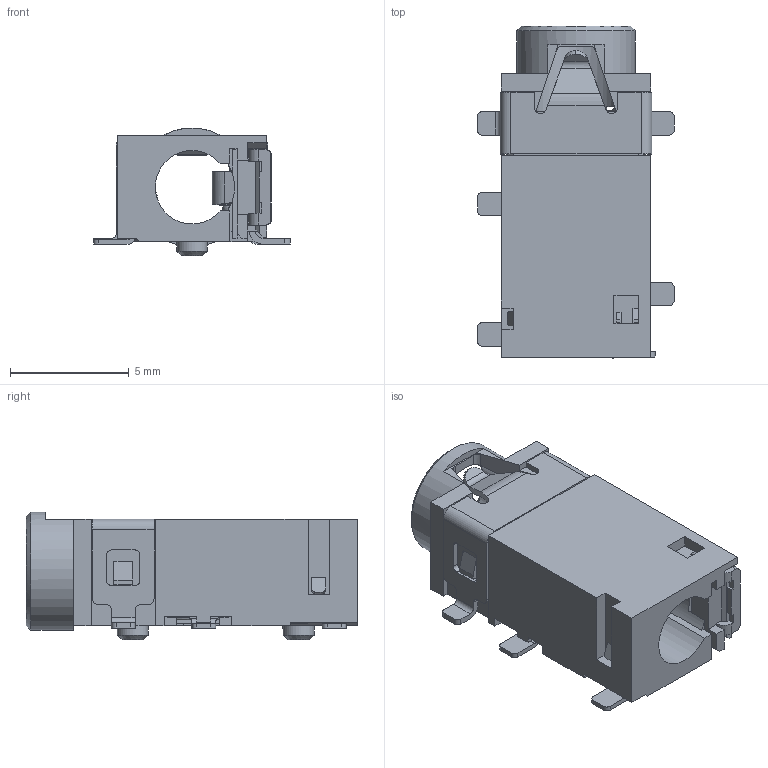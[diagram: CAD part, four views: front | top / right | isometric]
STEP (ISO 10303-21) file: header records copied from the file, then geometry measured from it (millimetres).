
FILE_DESCRIPTION(/* description */ ('STEP AP214'),/* implementation_level */ '2;1');
FILE_NAME(/* name */ '601e899337e989159a669197',/* time_stamp */ '2021-02-06T12:20:36+00:00',/* author */ (''),/* organization */ (''),/* preprocessor_version */ 'ST-DEVELOPER v18.1',/* originating_system */ ' ',/* authorisation */ ' ');
FILE_SCHEMA (('AUTOMOTIVE_DESIGN {1 0 10303 214 3 1 1}'));
Length unit declared in the file: metre
Products named in the file (2): sj2-35894c-smt-tr_1; sj2-35894c-smt-tr_2
Bounding box: 8.3 x 14 x 5.4 mm (x, y, z)
Volume: 232.6 mm3; surface area: 645.9 mm2
Topology: 2 solids, 6 shells, 434 faces, 1259 edges, 840 vertices
Faces by surface type: plane 310, cylinder 112, sphere 4, bspline 4, cone 4
Full cylindrical faces by diameter (mm): 1.3 x2, 3.6 x1, 5 x1
Entity records: 15652 total; most frequent: CARTESIAN_POINT 2948, ORIENTED_EDGE 2488, DIRECTION 2287, EDGE_CURVE 1244, LINE 935, VECTOR 935, VERTEX_POINT 837, AXIS2_PLACEMENT_3D 676
